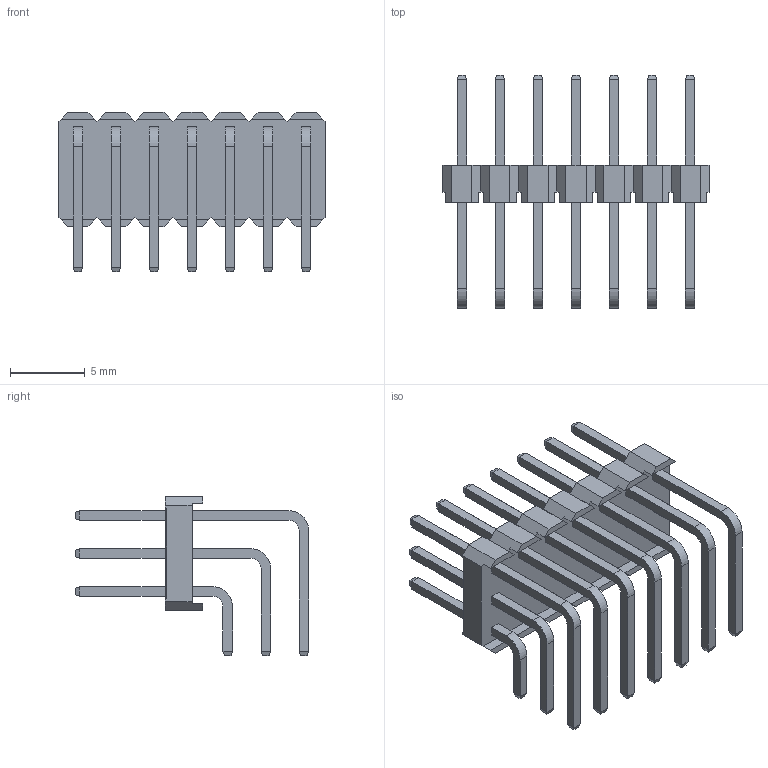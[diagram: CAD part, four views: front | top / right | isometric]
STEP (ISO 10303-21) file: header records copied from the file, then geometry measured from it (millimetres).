
FILE_DESCRIPTION(('STEP AP214'), '1');
FILE_NAME('PLT-R1', '', ('UNSPECIFIED'), ('UNSPECIFIED'), 'ASCON STEP Converter 1.6', 'ASCON Math Kernel', '');
FILE_SCHEMA(('AUTOMOTIVE_DESIGN { 1 0 10303 214 3 1 1}'));
Length unit declared in the file: millimetre
Bounding box: 17.78 x 15.58 x 10.62 mm (x, y, z)
Volume: 388.9 mm3; surface area: 1328.6 mm2
Topology: 1 solids, 1 shells, 574 faces, 1404 edges, 880 vertices
Faces by surface type: plane 532, cylinder 42
Entity records: 21000 total; most frequent: CARTESIAN_POINT 2859, ORIENTED_EDGE 2808, DIRECTION 2638, EDGE_CURVE 1404, LINE 1320, VECTOR 1320, VERTEX_POINT 880, AXIS2_PLACEMENT_3D 659
